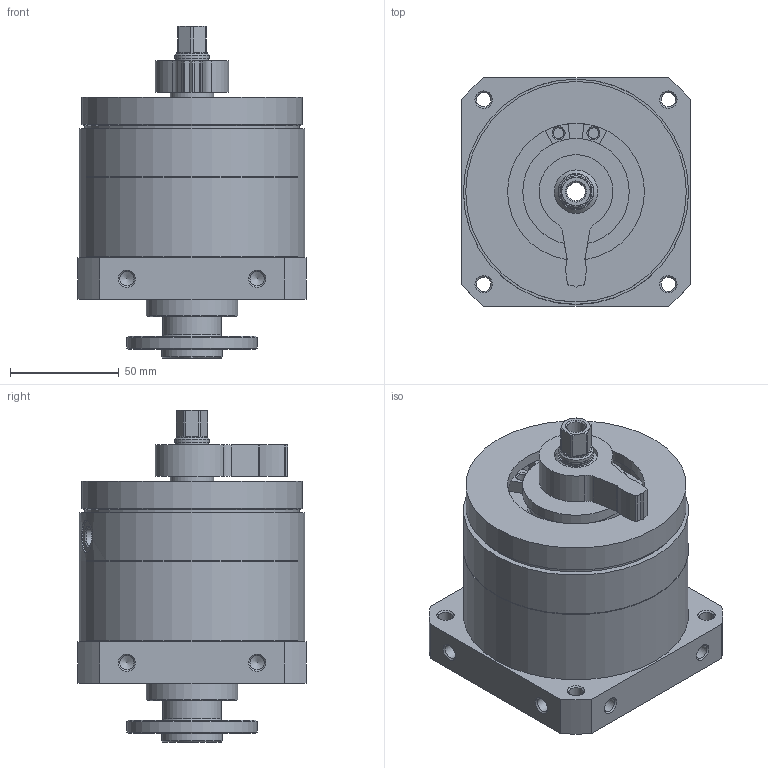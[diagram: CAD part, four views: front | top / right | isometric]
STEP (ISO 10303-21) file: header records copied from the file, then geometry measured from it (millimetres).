
FILE_DESCRIPTION(/* description */ ('STEP AP214'),/* implementation_level */ '2;1');
FILE_NAME(/* name */ '1145131_DSM-T-32-270-FW-A-B',/* time_stamp */ '2024-08-21T19:43:38+02:00',/* author */ ('License CC BY-ND 4.0'),/* organization */ ('CADENAS'),/* preprocessor_version */ 'ST-DEVELOPER v19.3',/* originating_system */ 'PARTsolutions',/* authorisation */ ' ');
FILE_SCHEMA (('AUTOMOTIVE_DESIGN {1 0 10303 214 3 1 1}'));
Length unit declared in the file: millimetre
Products named in the file (4): 1145131 DSM-T-32-270-FW-A-B--(0); 547599 DSM-32-270-FW-A-B_G---(T); 342622 DSM-32_NS; 547599 DSM-32-270-FW-A-B_K---(T)
Assembly tree (4 placements, depth 2):
  1145131 DSM-T-32-270-FW-A-B--(0)
    547599 DSM-32-270-FW-A-B_G---(T)
    342622 DSM-32_NS  x2
    547599 DSM-32-270-FW-A-B_K---(T)
Bounding box: 105 x 105 x 152.8 mm (x, y, z)
Volume: 789794.5 mm3; surface area: 123498.8 mm2
Topology: 4 solids, 4 shells, 210 faces, 482 edges, 302 vertices
Faces by surface type: cylinder 75, plane 73, cone 59, torus 3
Full cylindrical faces by diameter (mm): 4.917 x6, 6.5 x4, 6.647 x10, 8.566 x3, 14.5 x1, 15 x2, 15.2 x1, 16 x2, 20 x3, 27 x1, 28 x1, 42 x1, 43 x1, 49 x1, 60 x1, 63 x1, 72 x1, 82 x2, 98.5 x1, 101.5 x1, 103.65 x2
Entity records: 5119 total; most frequent: DIRECTION 921, CARTESIAN_POINT 879, ORIENTED_EDGE 660, AXIS2_PLACEMENT_3D 405, FACE_BOUND 357, EDGE_LOOP 349, EDGE_CURVE 330, VERTEX_POINT 269
